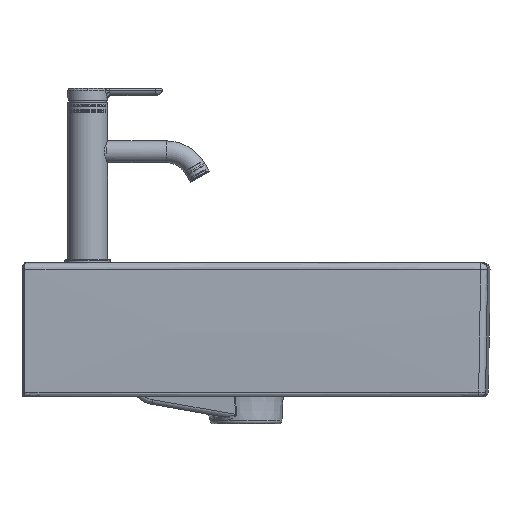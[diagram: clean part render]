
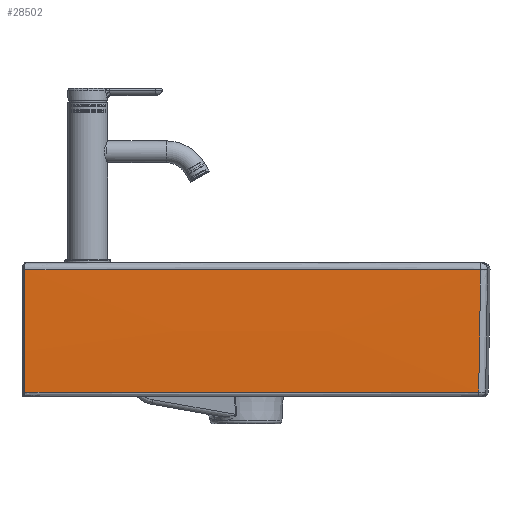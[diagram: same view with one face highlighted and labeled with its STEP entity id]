
A CAD part, front view. The second image highlights one B-rep face of the part: STEP entity #28502.
In plain terms, the highlighted free-form (B-spline) face has degree [3, 2] with [4, 3] control points.
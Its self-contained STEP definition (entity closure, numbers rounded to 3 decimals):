
#19903=CARTESIAN_POINT('',(459.246,-398.145,-130.105));
#19904=VERTEX_POINT('',#19903);
#20116=CARTESIAN_POINT('',(3.,-398.118,-130.105));
#20117=VERTEX_POINT('',#20116);
#20118=CARTESIAN_POINT('',(3.,-398.118,-130.105));
#20119=CARTESIAN_POINT('',(13.086,-398.165,-130.105));
#20120=CARTESIAN_POINT('',(23.208,-398.209,-130.105));
#20121=CARTESIAN_POINT('',(33.4,-398.25,-130.105));
#20122=CARTESIAN_POINT('',(34.008,-398.252,-130.105));
#20123=CARTESIAN_POINT('',(34.617,-398.254,-130.105));
#20124=CARTESIAN_POINT('',(35.226,-398.257,-130.105));
#20125=CARTESIAN_POINT('',(164.635,-398.771,-130.105));
#20126=CARTESIAN_POINT('',(294.06,-398.783,-130.105));
#20127=CARTESIAN_POINT('',(423.471,-398.293,-130.105));
#20128=CARTESIAN_POINT('',(435.424,-398.248,-130.105));
#20129=CARTESIAN_POINT('',(447.34,-398.198,-130.105));
#20130=CARTESIAN_POINT('',(459.246,-398.145,-130.105));
#20131=B_SPLINE_CURVE_WITH_KNOTS('',3,(#20118,#20119,#20120,#20121,#20122,#20123,#20124,#20125,#20126,#20127,#20128,#20129,#20130),.UNSPECIFIED.,.F.,.U.,(4,3,3,3,4),(136.653,179.969,182.557,732.526,783.322),.UNSPECIFIED.);
#20132=EDGE_CURVE('',#20117,#19904,#20131,.T.);
#20168=CARTESIAN_POINT('',(3.,-399.955,-7.061));
#20169=VERTEX_POINT('',#20168);
#20170=CARTESIAN_POINT('',(3.,9599.675,80.629));
#20171=DIRECTION('',(1.0,0.0,0.));
#20172=DIRECTION('',(0.0,1.0,0.0));
#20173=AXIS2_PLACEMENT_3D('',#20170,#20171,#20172);
#20174=CIRCLE('',#20173,10000.014);
#20175=EDGE_CURVE('',#20169,#20117,#20174,.T.);
#25708=CARTESIAN_POINT('',(461.059,-399.973,-7.061));
#25709=VERTEX_POINT('',#25708);
#25710=CARTESIAN_POINT('',(3.,-399.955,-7.061));
#25711=CARTESIAN_POINT('',(94.611,-400.378,-7.061));
#25712=CARTESIAN_POINT('',(186.223,-400.591,-7.061));
#25713=CARTESIAN_POINT('',(277.836,-400.595,-7.061));
#25714=CARTESIAN_POINT('',(369.448,-400.389,-7.061));
#25715=CARTESIAN_POINT('',(461.059,-399.973,-7.061));
#25716=B_SPLINE_CURVE_WITH_KNOTS('',5,(#25710,#25711,#25712,#25713,#25714,#25715),.UNSPECIFIED.,.F.,.U.,(6,6),(132.286,780.034),.UNSPECIFIED.);
#25717=EDGE_CURVE('',#20169,#25709,#25716,.T.);
#28466=CARTESIAN_POINT('',(-4562.387,4664.285,80.654));
#28467=DIRECTION('',(0.71,0.704,0.));
#28468=DIRECTION('',(0.704,-0.71,-0.03));
#28469=AXIS2_PLACEMENT_3D('',#28466,#28467,#28468);
#28470=CIRCLE('',#28469,7133.681);
#28471=EDGE_CURVE('',#19904,#25709,#28470,.F.);
#28476=CARTESIAN_POINT('',(3.,-398.118,-130.105));
#28477=CARTESIAN_POINT('',(155.685,-398.824,-130.115));
#28478=CARTESIAN_POINT('',(308.374,-398.83,-130.115));
#28479=CARTESIAN_POINT('',(461.059,-398.136,-130.106));
#28480=CARTESIAN_POINT('',(3.,-399.415,-68.589));
#28481=CARTESIAN_POINT('',(155.685,-400.12,-68.594));
#28482=CARTESIAN_POINT('',(308.374,-400.126,-68.594));
#28483=CARTESIAN_POINT('',(461.059,-399.433,-68.589));
#28484=CARTESIAN_POINT('',(3.,-399.955,-7.061));
#28485=CARTESIAN_POINT('',(155.685,-400.66,-7.062));
#28486=CARTESIAN_POINT('',(308.374,-400.666,-7.062));
#28487=CARTESIAN_POINT('',(461.059,-399.973,-7.061));
#28495=(BOUNDED_SURFACE()B_SPLINE_SURFACE(3,2,((#28476,#28480,#28484),(#28477,#28481,#28485),(#28478,#28482,#28486),(#28479,#28483,#28487)),.SURF_OF_REVOLUTION.,.F.,.F.,.U.)B_SPLINE_SURFACE_WITH_KNOTS((4,4),(3,3),(235388.448,235846.509),(0.0,1.0),.UNSPECIFIED.)GEOMETRIC_REPRESENTATION_ITEM()RATIONAL_B_SPLINE_SURFACE(((1.0,1.,1.0),(1.0,1.,1.0),(1.0,1.,1.0),(1.0,1.,1.0)))REPRESENTATION_ITEM('')SURFACE());
#28496=ORIENTED_EDGE('',*,*,#20132,.T.);
#28497=ORIENTED_EDGE('',*,*,#28471,.T.);
#28498=ORIENTED_EDGE('',*,*,#25717,.F.);
#28499=ORIENTED_EDGE('',*,*,#20175,.T.);
#28500=EDGE_LOOP('',(#28496,#28497,#28498,#28499));
#28501=FACE_OUTER_BOUND('',#28500,.T.);
#28502=ADVANCED_FACE('',(#28501),#28495,.T.);
